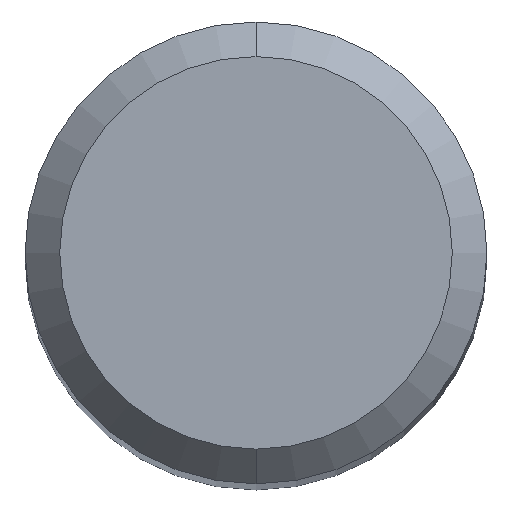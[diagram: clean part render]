
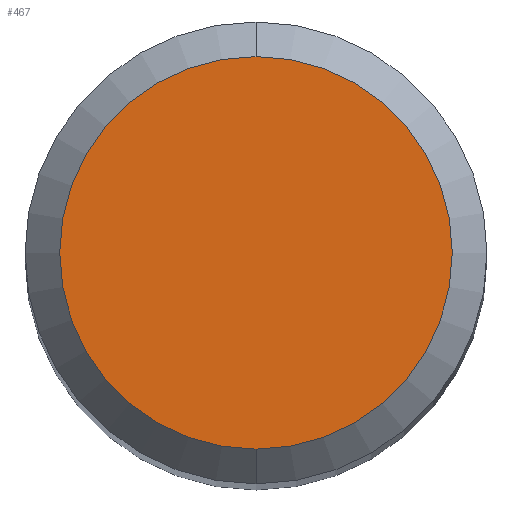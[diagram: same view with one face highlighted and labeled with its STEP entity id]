
A CAD part, top view. The second image highlights one B-rep face of the part: STEP entity #467.
In plain terms, the highlighted planar face has unit normal (0, 0, 1).
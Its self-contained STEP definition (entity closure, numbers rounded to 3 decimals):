
#445=VERTEX_POINT('',#1203);
#467=ADVANCED_FACE('',(#1228),#1229,.T.);
#743=EDGE_CURVE('',#999,#445,#1530,.T.);
#999=VERTEX_POINT('',#1807);
#1005=EDGE_CURVE('',#445,#999,#1813,.T.);
#1203=CARTESIAN_POINT('',(0.,-1.7,0.0));
#1228=FACE_OUTER_BOUND('',#2171,.T.);
#1229=PLANE('',#2172);
#1530=CIRCLE('',#3283,1.7);
#1807=CARTESIAN_POINT('',(0.0,1.7,0.0));
#1813=CIRCLE('',#4429,1.7);
#2171=EDGE_LOOP('',(#5124,#5125));
#2172=AXIS2_PLACEMENT_3D('',#5126,#5127,#5128);
#3283=AXIS2_PLACEMENT_3D('',#5476,#5477,#5478);
#4429=AXIS2_PLACEMENT_3D('',#5735,#5736,#5737);
#5124=ORIENTED_EDGE('',*,*,#743,.F.);
#5125=ORIENTED_EDGE('',*,*,#1005,.F.);
#5126=CARTESIAN_POINT('',(0.0,0.85,0.0));
#5127=DIRECTION('',(-0.0,0.0,1.0));
#5128=DIRECTION('',(0.0,-1.0,0.0));
#5476=CARTESIAN_POINT('',(0.0,0.0,0.0));
#5477=DIRECTION('',(0.0,0.0,-1.0));
#5478=DIRECTION('',(0.0,1.0,0.0));
#5735=CARTESIAN_POINT('',(0.0,0.0,0.0));
#5736=DIRECTION('',(0.0,0.0,-1.0));
#5737=DIRECTION('',(0.0,1.0,0.0));
